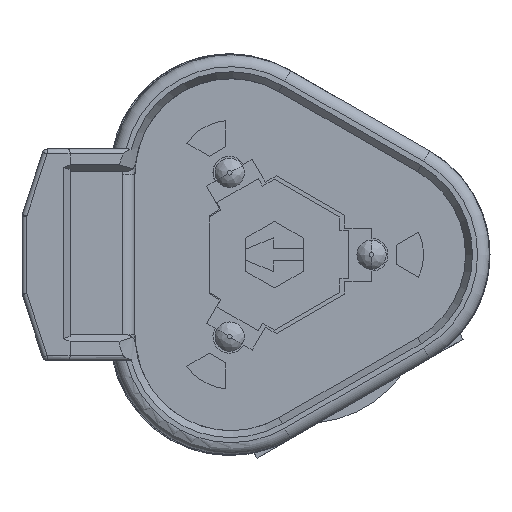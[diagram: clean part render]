
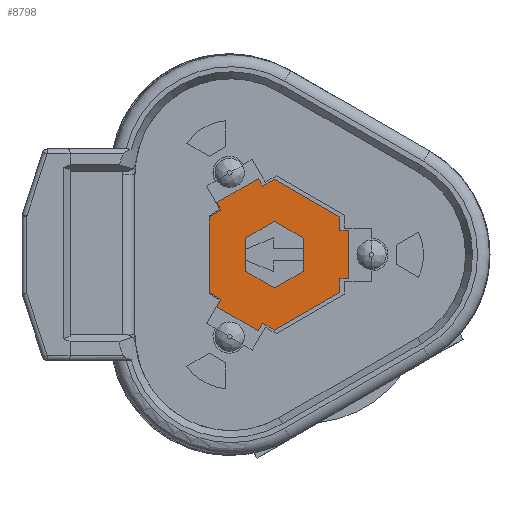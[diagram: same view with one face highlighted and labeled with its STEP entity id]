
A CAD part, left-side view. The second image highlights one B-rep face of the part: STEP entity #8798.
In plain terms, the highlighted planar face has unit normal (-1, 0, 0).
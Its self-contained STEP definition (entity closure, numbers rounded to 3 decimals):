
#1681=DIRECTION('',(0.,0.866,0.5));
#1682=VECTOR('',#1681,0.724);
#1683=CARTESIAN_POINT('',(16.12,1.361,-3.989));
#1684=LINE('',#1683,#1682);
#1685=DIRECTION('',(0.,0.5,-0.866));
#1686=VECTOR('',#1685,0.457);
#1687=CARTESIAN_POINT('',(16.12,1.989,-3.627));
#1688=LINE('',#1687,#1686);
#1689=DIRECTION('',(0.,0.866,0.5));
#1690=VECTOR('',#1689,2.54);
#1691=CARTESIAN_POINT('',(16.12,2.217,-4.023));
#1692=LINE('',#1691,#1690);
#1693=DIRECTION('',(0.,-0.5,0.866));
#1694=VECTOR('',#1693,0.457);
#1695=CARTESIAN_POINT('',(16.12,4.417,-2.753));
#1696=LINE('',#1695,#1694);
#1697=DIRECTION('',(0.,0.866,0.5));
#1698=VECTOR('',#1697,0.724);
#1699=CARTESIAN_POINT('',(16.12,4.188,-2.357));
#1700=LINE('',#1699,#1698);
#1701=DIRECTION('',(0.,0.,1.));
#1702=VECTOR('',#1701,3.989);
#1703=CARTESIAN_POINT('',(16.12,4.816,-1.994));
#1704=LINE('',#1703,#1702);
#1705=DIRECTION('',(0.,-0.866,0.5));
#1706=VECTOR('',#1705,0.724);
#1707=CARTESIAN_POINT('',(16.12,4.816,1.994));
#1708=LINE('',#1707,#1706);
#1709=DIRECTION('',(0.,0.5,0.866));
#1710=VECTOR('',#1709,0.457);
#1711=CARTESIAN_POINT('',(16.12,4.188,2.357));
#1712=LINE('',#1711,#1710);
#1713=DIRECTION('',(0.,-0.866,0.5));
#1714=VECTOR('',#1713,2.54);
#1715=CARTESIAN_POINT('',(16.12,4.417,2.753));
#1716=LINE('',#1715,#1714);
#1717=DIRECTION('',(0.,-0.5,-0.866));
#1718=VECTOR('',#1717,0.457);
#1719=CARTESIAN_POINT('',(16.12,2.217,4.023));
#1720=LINE('',#1719,#1718);
#1721=DIRECTION('',(0.,-0.866,0.5));
#1722=VECTOR('',#1721,0.724);
#1723=CARTESIAN_POINT('',(16.12,1.989,3.627));
#1724=LINE('',#1723,#1722);
#1725=DIRECTION('',(0.,-0.866,-0.5));
#1726=VECTOR('',#1725,3.989);
#1727=CARTESIAN_POINT('',(16.12,1.361,3.989));
#1728=LINE('',#1727,#1726);
#1729=DIRECTION('',(0.,0.,-1.));
#1730=VECTOR('',#1729,0.724);
#1731=CARTESIAN_POINT('',(16.12,-2.093,1.994));
#1732=LINE('',#1731,#1730);
#1733=DIRECTION('',(0.,0.,-1.));
#1734=VECTOR('',#1733,2.54);
#1735=CARTESIAN_POINT('',(16.12,-2.55,1.27));
#1736=LINE('',#1735,#1734);
#1737=DIRECTION('',(0.,1.,0.));
#1738=VECTOR('',#1737,0.457);
#1739=CARTESIAN_POINT('',(16.12,-2.55,-1.27));
#1740=LINE('',#1739,#1738);
#1741=DIRECTION('',(0.,0.,-1.));
#1742=VECTOR('',#1741,0.724);
#1743=CARTESIAN_POINT('',(16.12,-2.093,-1.27));
#1744=LINE('',#1743,#1742);
#1745=DIRECTION('',(0.,0.866,-0.5));
#1746=VECTOR('',#1745,3.989);
#1747=CARTESIAN_POINT('',(16.12,-2.093,-1.994));
#1748=LINE('',#1747,#1746);
#1749=DIRECTION('',(0.,0.866,-0.5));
#1750=VECTOR('',#1749,1.76);
#1751=CARTESIAN_POINT('',(16.12,1.361,1.76));
#1752=LINE('',#1751,#1750);
#1753=DIRECTION('',(0.,0.,-1.));
#1754=VECTOR('',#1753,1.76);
#1755=CARTESIAN_POINT('',(16.12,2.885,0.88));
#1756=LINE('',#1755,#1754);
#1757=DIRECTION('',(0.,-0.866,-0.5));
#1758=VECTOR('',#1757,1.76);
#1759=CARTESIAN_POINT('',(16.12,2.885,-0.88));
#1760=LINE('',#1759,#1758);
#1761=DIRECTION('',(0.,-0.866,0.5));
#1762=VECTOR('',#1761,1.76);
#1763=CARTESIAN_POINT('',(16.12,1.361,-1.76));
#1764=LINE('',#1763,#1762);
#1765=DIRECTION('',(0.,0.,1.));
#1766=VECTOR('',#1765,1.76);
#1767=CARTESIAN_POINT('',(16.12,-0.163,-0.88));
#1768=LINE('',#1767,#1766);
#1769=DIRECTION('',(0.,0.866,0.5));
#1770=VECTOR('',#1769,1.76);
#1771=CARTESIAN_POINT('',(16.12,-0.163,0.88));
#1772=LINE('',#1771,#1770);
#1801=DIRECTION('',(0.,1.,0.));
#1802=VECTOR('',#1801,0.457);
#1803=CARTESIAN_POINT('',(16.12,-2.55,1.27));
#1804=LINE('',#1803,#1802);
#5832=CARTESIAN_POINT('',(16.12,1.361,-3.989));
#5833=CARTESIAN_POINT('',(16.12,1.989,-3.627));
#5834=VERTEX_POINT('',#5832);
#5835=VERTEX_POINT('',#5833);
#5836=CARTESIAN_POINT('',(16.12,2.217,-4.023));
#5837=VERTEX_POINT('',#5836);
#5838=CARTESIAN_POINT('',(16.12,4.417,-2.753));
#5839=VERTEX_POINT('',#5838);
#5840=CARTESIAN_POINT('',(16.12,4.188,-2.357));
#5841=VERTEX_POINT('',#5840);
#5842=CARTESIAN_POINT('',(16.12,4.816,-1.994));
#5843=VERTEX_POINT('',#5842);
#5844=CARTESIAN_POINT('',(16.12,4.816,1.994));
#5845=VERTEX_POINT('',#5844);
#5846=CARTESIAN_POINT('',(16.12,4.188,2.357));
#5847=VERTEX_POINT('',#5846);
#5848=CARTESIAN_POINT('',(16.12,4.417,2.753));
#5849=VERTEX_POINT('',#5848);
#5850=CARTESIAN_POINT('',(16.12,2.217,4.023));
#5851=VERTEX_POINT('',#5850);
#5852=CARTESIAN_POINT('',(16.12,1.989,3.627));
#5853=VERTEX_POINT('',#5852);
#5854=CARTESIAN_POINT('',(16.12,1.361,3.989));
#5855=VERTEX_POINT('',#5854);
#5856=CARTESIAN_POINT('',(16.12,-2.093,1.994));
#5857=VERTEX_POINT('',#5856);
#5858=CARTESIAN_POINT('',(16.12,-2.093,1.27));
#5859=VERTEX_POINT('',#5858);
#5860=CARTESIAN_POINT('',(16.12,-2.55,1.27));
#5861=VERTEX_POINT('',#5860);
#5862=CARTESIAN_POINT('',(16.12,-2.55,-1.27));
#5863=VERTEX_POINT('',#5862);
#5864=CARTESIAN_POINT('',(16.12,-2.093,-1.27));
#5865=VERTEX_POINT('',#5864);
#5866=CARTESIAN_POINT('',(16.12,-2.093,-1.994));
#5867=VERTEX_POINT('',#5866);
#5868=CARTESIAN_POINT('',(16.12,1.361,1.76));
#5869=CARTESIAN_POINT('',(16.12,2.885,0.88));
#5870=VERTEX_POINT('',#5868);
#5871=VERTEX_POINT('',#5869);
#5872=CARTESIAN_POINT('',(16.12,2.885,-0.88));
#5873=VERTEX_POINT('',#5872);
#5874=CARTESIAN_POINT('',(16.12,1.361,-1.76));
#5875=VERTEX_POINT('',#5874);
#5876=CARTESIAN_POINT('',(16.12,-0.163,-0.88));
#5877=VERTEX_POINT('',#5876);
#5878=CARTESIAN_POINT('',(16.12,-0.163,0.88));
#5879=VERTEX_POINT('',#5878);
#8748=CARTESIAN_POINT('',(16.12,1.361,0.));
#8749=DIRECTION('',(1.,0.,0.));
#8750=DIRECTION('',(0.,0.,-1.));
#8751=AXIS2_PLACEMENT_3D('',#8748,#8749,#8750);
#8752=PLANE('',#8751);
#8753=ORIENTED_EDGE('',*,*,#8672,.T.);
#8754=ORIENTED_EDGE('',*,*,#8694,.T.);
#8755=ORIENTED_EDGE('',*,*,#8715,.T.);
#8756=ORIENTED_EDGE('',*,*,#8735,.T.);
#8757=ORIENTED_EDGE('',*,*,#8000,.T.);
#8758=ORIENTED_EDGE('',*,*,#8024,.T.);
#8759=ORIENTED_EDGE('',*,*,#8048,.T.);
#8761=ORIENTED_EDGE('',*,*,#8760,.T.);
#8763=ORIENTED_EDGE('',*,*,#8762,.T.);
#8765=ORIENTED_EDGE('',*,*,#8764,.T.);
#8767=ORIENTED_EDGE('',*,*,#8766,.T.);
#8769=ORIENTED_EDGE('',*,*,#8768,.T.);
#8771=ORIENTED_EDGE('',*,*,#8770,.T.);
#8773=ORIENTED_EDGE('',*,*,#8772,.F.);
#8775=ORIENTED_EDGE('',*,*,#8774,.T.);
#8777=ORIENTED_EDGE('',*,*,#8776,.T.);
#8779=ORIENTED_EDGE('',*,*,#8778,.T.);
#8781=ORIENTED_EDGE('',*,*,#8780,.T.);
#8782=EDGE_LOOP('',(#8753,#8754,#8755,#8756,#8757,#8758,#8759,#8761,#8763,#8765,
#8767,#8769,#8771,#8773,#8775,#8777,#8779,#8781));
#8783=FACE_OUTER_BOUND('',#8782,.F.);
#8785=ORIENTED_EDGE('',*,*,#8784,.T.);
#8787=ORIENTED_EDGE('',*,*,#8786,.T.);
#8789=ORIENTED_EDGE('',*,*,#8788,.T.);
#8791=ORIENTED_EDGE('',*,*,#8790,.T.);
#8793=ORIENTED_EDGE('',*,*,#8792,.T.);
#8795=ORIENTED_EDGE('',*,*,#8794,.T.);
#8796=EDGE_LOOP('',(#8785,#8787,#8789,#8791,#8793,#8795));
#8797=FACE_BOUND('',#8796,.F.);
#8798=ADVANCED_FACE('',(#8783,#8797),#8752,.F.);
#8000=EDGE_CURVE('',#5841,#5843,#1700,.T.);
#8024=EDGE_CURVE('',#5843,#5845,#1704,.T.);
#8048=EDGE_CURVE('',#5845,#5847,#1708,.T.);
#8672=EDGE_CURVE('',#5834,#5835,#1684,.T.);
#8694=EDGE_CURVE('',#5835,#5837,#1688,.T.);
#8715=EDGE_CURVE('',#5837,#5839,#1692,.T.);
#8735=EDGE_CURVE('',#5839,#5841,#1696,.T.);
#8760=EDGE_CURVE('',#5847,#5849,#1712,.T.);
#8762=EDGE_CURVE('',#5849,#5851,#1716,.T.);
#8764=EDGE_CURVE('',#5851,#5853,#1720,.T.);
#8766=EDGE_CURVE('',#5853,#5855,#1724,.T.);
#8768=EDGE_CURVE('',#5855,#5857,#1728,.T.);
#8770=EDGE_CURVE('',#5857,#5859,#1732,.T.);
#8772=EDGE_CURVE('',#5861,#5859,#1804,.T.);
#8774=EDGE_CURVE('',#5861,#5863,#1736,.T.);
#8776=EDGE_CURVE('',#5863,#5865,#1740,.T.);
#8778=EDGE_CURVE('',#5865,#5867,#1744,.T.);
#8780=EDGE_CURVE('',#5867,#5834,#1748,.T.);
#8784=EDGE_CURVE('',#5870,#5871,#1752,.T.);
#8786=EDGE_CURVE('',#5871,#5873,#1756,.T.);
#8788=EDGE_CURVE('',#5873,#5875,#1760,.T.);
#8790=EDGE_CURVE('',#5875,#5877,#1764,.T.);
#8792=EDGE_CURVE('',#5877,#5879,#1768,.T.);
#8794=EDGE_CURVE('',#5879,#5870,#1772,.T.);
